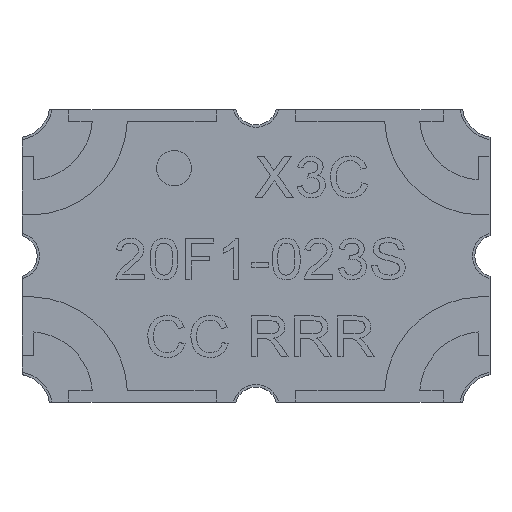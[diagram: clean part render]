
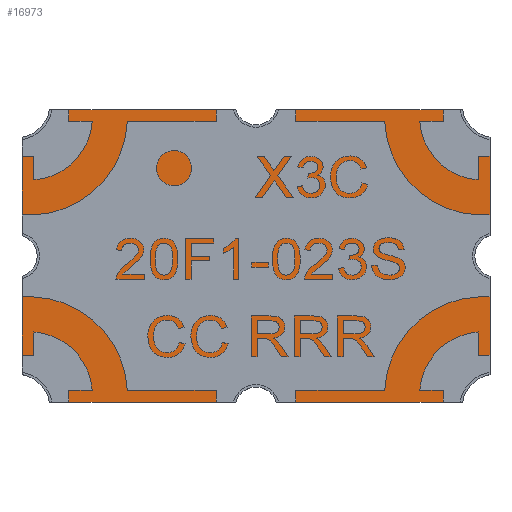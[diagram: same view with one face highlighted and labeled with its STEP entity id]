
A CAD part, top view. The second image highlights one B-rep face of the part: STEP entity #16973.
In plain terms, the highlighted planar face has unit normal (0, 0, 1).
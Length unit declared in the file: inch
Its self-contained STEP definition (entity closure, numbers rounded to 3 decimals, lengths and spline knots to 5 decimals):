
#79 = CARTESIAN_POINT ( 'NONE',  ( -0.10252, -0.065, 0.028 ) ) ;
#154 = ORIENTED_EDGE ( 'NONE', *, *, #17189, .T. ) ;
#423 = VECTOR ( 'NONE', #4245, 39.37008 ) ;
#450 = LINE ( 'NONE', #3261, #3374 ) ;
#529 = EDGE_CURVE ( 'NONE', #16130, #9731, #7967, .T. ) ;
#634 = ORIENTED_EDGE ( 'NONE', *, *, #12748, .T. ) ;
#881 = EDGE_CURVE ( 'NONE', #14079, #5071, #7370, .T. ) ;
#1242 = CARTESIAN_POINT ( 'NONE',  ( 0.1, 0., 0.028 ) ) ;
#1293 = DIRECTION ( 'NONE',  ( 1., 0., 0. ) ) ;
#1418 = AXIS2_PLACEMENT_3D ( 'NONE', #2588, #15606, #7796 ) ;
#1444 = CARTESIAN_POINT ( 'NONE',  ( -0.10252, 0., 0.028 ) ) ;
#1601 = DIRECTION ( 'NONE',  ( 1., 0., 0. ) ) ;
#1671 = LINE ( 'NONE', #9692, #10142 ) ;
#1775 = CARTESIAN_POINT ( 'NONE',  ( 0.08722, 0.0625, 0.028 ) ) ;
#1817 = ORIENTED_EDGE ( 'NONE', *, *, #3127, .T. ) ;
#2509 = ORIENTED_EDGE ( 'NONE', *, *, #16651, .T. ) ;
#2588 = CARTESIAN_POINT ( 'NONE',  ( 0.10252, -0.065, 0.028 ) ) ;
#2670 = CARTESIAN_POINT ( 'NONE',  ( 0.1, 0., 0.028 ) ) ;
#2910 = CIRCLE ( 'NONE', #4912, 0.0155 ) ;
#3043 = EDGE_LOOP ( 'NONE', ( #18593, #8145, #7898, #154, #17513, #6336, #15176, #19930, #13169, #1817, #16005, #13565, #18921, #634, #12687, #2509, #9133 ) ) ;
#3076 = VERTEX_POINT ( 'NONE', #1775 ) ;
#3127 = EDGE_CURVE ( 'NONE', #5071, #3076, #2910, .T. ) ;
#3261 = CARTESIAN_POINT ( 'NONE',  ( 0., 0.0625, 0.028 ) ) ;
#3280 = CARTESIAN_POINT ( 'NONE',  ( -0.1, -0.04971, 0.028 ) ) ;
#3374 = VECTOR ( 'NONE', #11597, 39.37008 ) ;
#3491 = CARTESIAN_POINT ( 'NONE',  ( -0.00968, -0.0625, 0.028 ) ) ;
#3512 = VECTOR ( 'NONE', #5287, 39.37008 ) ;
#3863 = AXIS2_PLACEMENT_3D ( 'NONE', #11018, #15911, #6543 ) ;
#4171 = EDGE_CURVE ( 'NONE', #5568, #10586, #11032, .T. ) ;
#4245 = DIRECTION ( 'NONE',  ( 0., -1., 0. ) ) ;
#4301 = CIRCLE ( 'NONE', #13274, 0.01 ) ;
#4472 = VERTEX_POINT ( 'NONE', #15396 ) ;
#4912 = AXIS2_PLACEMENT_3D ( 'NONE', #19912, #10313, #5215 ) ;
#4978 = EDGE_CURVE ( 'NONE', #19796, #13427, #19047, .T. ) ;
#5012 = DIRECTION ( 'NONE',  ( 0., -1., 0. ) ) ;
#5071 = VERTEX_POINT ( 'NONE', #6278 ) ;
#5215 = DIRECTION ( 'NONE',  ( 1., 0., 0. ) ) ;
#5248 = VERTEX_POINT ( 'NONE', #10110 ) ;
#5251 = VECTOR ( 'NONE', #18625, 39.37008 ) ;
#5287 = DIRECTION ( 'NONE',  ( -1., 0., 0. ) ) ;
#5568 = VERTEX_POINT ( 'NONE', #9364 ) ;
#6068 = LINE ( 'NONE', #7530, #17684 ) ;
#6260 = VERTEX_POINT ( 'NONE', #15007 ) ;
#6278 = CARTESIAN_POINT ( 'NONE',  ( 0.1, 0.04971, 0.028 ) ) ;
#6321 = FACE_OUTER_BOUND ( 'NONE', #3043, .T. ) ;
#6336 = ORIENTED_EDGE ( 'NONE', *, *, #20045, .T. ) ;
#6403 = VECTOR ( 'NONE', #1601, 39.37008 ) ;
#6543 = DIRECTION ( 'NONE',  ( 1., 0., 0. ) ) ;
#7370 = LINE ( 'NONE', #2670, #5251 ) ;
#7530 = CARTESIAN_POINT ( 'NONE',  ( 0., -0.0625, 0.028 ) ) ;
#7681 = PLANE ( 'NONE',  #18607 ) ;
#7796 = DIRECTION ( 'NONE',  ( 1., 0., 0. ) ) ;
#7803 = DIRECTION ( 'NONE',  ( 1., 0., 0. ) ) ;
#7898 = ORIENTED_EDGE ( 'NONE', *, *, #17554, .T. ) ;
#7967 = CIRCLE ( 'NONE', #18635, 0.0155 ) ;
#8145 = ORIENTED_EDGE ( 'NONE', *, *, #529, .T. ) ;
#8289 = CARTESIAN_POINT ( 'NONE',  ( 0.1, -0.00968, 0.028 ) ) ;
#8510 = LINE ( 'NONE', #11542, #3512 ) ;
#8599 = CIRCLE ( 'NONE', #20265, 0.01 ) ;
#8610 = LINE ( 'NONE', #20086, #423 ) ;
#9133 = ORIENTED_EDGE ( 'NONE', *, *, #17550, .T. ) ;
#9183 = EDGE_CURVE ( 'NONE', #6260, #16130, #1671, .T. ) ;
#9364 = CARTESIAN_POINT ( 'NONE',  ( 0.1, -0.04971, 0.028 ) ) ;
#9526 = CARTESIAN_POINT ( 'NONE',  ( 0., -0.0625, 0.028 ) ) ;
#9623 = LINE ( 'NONE', #9526, #6403 ) ;
#9639 = EDGE_CURVE ( 'NONE', #3076, #19796, #8510, .T. ) ;
#9646 = VERTEX_POINT ( 'NONE', #19262 ) ;
#9692 = CARTESIAN_POINT ( 'NONE',  ( -0.1, 0., 0.028 ) ) ;
#9731 = VERTEX_POINT ( 'NONE', #15696 ) ;
#10054 = AXIS2_PLACEMENT_3D ( 'NONE', #11703, #18067, #16079 ) ;
#10110 = CARTESIAN_POINT ( 'NONE',  ( 0.08722, -0.0625, 0.028 ) ) ;
#10142 = VECTOR ( 'NONE', #5012, 39.37008 ) ;
#10313 = DIRECTION ( 'NONE',  ( 0., 0., -1. ) ) ;
#10586 = VERTEX_POINT ( 'NONE', #8289 ) ;
#11018 = CARTESIAN_POINT ( 'NONE',  ( -0.10252, 0.065, 0.028 ) ) ;
#11032 = LINE ( 'NONE', #1242, #14670 ) ;
#11106 = CARTESIAN_POINT ( 'NONE',  ( 0., 0., 0.028 ) ) ;
#11234 = CARTESIAN_POINT ( 'NONE',  ( -0.10252, 0., 0.028 ) ) ;
#11542 = CARTESIAN_POINT ( 'NONE',  ( 0., 0.0625, 0.028 ) ) ;
#11597 = DIRECTION ( 'NONE',  ( -1., 0., 0. ) ) ;
#11703 = CARTESIAN_POINT ( 'NONE',  ( 0., 0.065, 0.028 ) ) ;
#12303 = CARTESIAN_POINT ( 'NONE',  ( 0.10252, 0., 0.028 ) ) ;
#12336 = CARTESIAN_POINT ( 'NONE',  ( 0., -0.065, 0.028 ) ) ;
#12687 = ORIENTED_EDGE ( 'NONE', *, *, #20297, .T. ) ;
#12748 = EDGE_CURVE ( 'NONE', #4472, #15462, #16163, .T. ) ;
#12776 = CIRCLE ( 'NONE', #18786, 0.01 ) ;
#12794 = DIRECTION ( 'NONE',  ( 1., 0., 0. ) ) ;
#13169 = ORIENTED_EDGE ( 'NONE', *, *, #881, .T. ) ;
#13274 = AXIS2_PLACEMENT_3D ( 'NONE', #1444, #14060, #7803 ) ;
#13365 = CIRCLE ( 'NONE', #15029, 0.01 ) ;
#13427 = VERTEX_POINT ( 'NONE', #19569 ) ;
#13565 = ORIENTED_EDGE ( 'NONE', *, *, #4978, .T. ) ;
#14035 = DIRECTION ( 'NONE',  ( 0., 0., 1. ) ) ;
#14060 = DIRECTION ( 'NONE',  ( 0., 0., -1. ) ) ;
#14079 = VERTEX_POINT ( 'NONE', #17012 ) ;
#14385 = CIRCLE ( 'NONE', #1418, 0.0155 ) ;
#14670 = VECTOR ( 'NONE', #18861, 39.37008 ) ;
#15007 = CARTESIAN_POINT ( 'NONE',  ( -0.1, -0.00968, 0.028 ) ) ;
#15029 = AXIS2_PLACEMENT_3D ( 'NONE', #11234, #17110, #18782 ) ;
#15125 = DIRECTION ( 'NONE',  ( 0., 0., -1. ) ) ;
#15176 = ORIENTED_EDGE ( 'NONE', *, *, #4171, .T. ) ;
#15396 = CARTESIAN_POINT ( 'NONE',  ( -0.08722, 0.0625, 0.028 ) ) ;
#15462 = VERTEX_POINT ( 'NONE', #16032 ) ;
#15569 = DIRECTION ( 'NONE',  ( 0., 0., -1. ) ) ;
#15606 = DIRECTION ( 'NONE',  ( 0., 0., -1. ) ) ;
#15696 = CARTESIAN_POINT ( 'NONE',  ( -0.08722, -0.0625, 0.028 ) ) ;
#15911 = DIRECTION ( 'NONE',  ( 0., 0., -1. ) ) ;
#16005 = ORIENTED_EDGE ( 'NONE', *, *, #9639, .T. ) ;
#16032 = CARTESIAN_POINT ( 'NONE',  ( -0.1, 0.04971, 0.028 ) ) ;
#16079 = DIRECTION ( 'NONE',  ( 1., 0., 0. ) ) ;
#16130 = VERTEX_POINT ( 'NONE', #3280 ) ;
#16139 = VERTEX_POINT ( 'NONE', #19435 ) ;
#16163 = CIRCLE ( 'NONE', #3863, 0.0155 ) ;
#16243 = VERTEX_POINT ( 'NONE', #3491 ) ;
#16450 = CARTESIAN_POINT ( 'NONE',  ( 0.00968, 0.0625, 0.028 ) ) ;
#16651 = EDGE_CURVE ( 'NONE', #16139, #9646, #4301, .T. ) ;
#16896 = DIRECTION ( 'NONE',  ( 1., 0., 0. ) ) ;
#16973 = ADVANCED_FACE ( 'NONE', ( #6321 ), #7681, .T. ) ;
#17012 = CARTESIAN_POINT ( 'NONE',  ( 0.1, 0.00968, 0.028 ) ) ;
#17110 = DIRECTION ( 'NONE',  ( 0., 0., -1. ) ) ;
#17189 = EDGE_CURVE ( 'NONE', #16243, #19579, #8599, .T. ) ;
#17296 = EDGE_CURVE ( 'NONE', #13427, #4472, #450, .T. ) ;
#17464 = DIRECTION ( 'NONE',  ( 1., 0., 0. ) ) ;
#17513 = ORIENTED_EDGE ( 'NONE', *, *, #19400, .T. ) ;
#17550 = EDGE_CURVE ( 'NONE', #9646, #6260, #13365, .T. ) ;
#17554 = EDGE_CURVE ( 'NONE', #9731, #16243, #6068, .T. ) ;
#17684 = VECTOR ( 'NONE', #12794, 39.37008 ) ;
#18067 = DIRECTION ( 'NONE',  ( 0., 0., -1. ) ) ;
#18593 = ORIENTED_EDGE ( 'NONE', *, *, #9183, .T. ) ;
#18607 = AXIS2_PLACEMENT_3D ( 'NONE', #11106, #14035, #17464 ) ;
#18625 = DIRECTION ( 'NONE',  ( 0., 1., 0. ) ) ;
#18635 = AXIS2_PLACEMENT_3D ( 'NONE', #79, #19459, #19153 ) ;
#18782 = DIRECTION ( 'NONE',  ( 1., 0., 0. ) ) ;
#18786 = AXIS2_PLACEMENT_3D ( 'NONE', #12303, #15125, #16896 ) ;
#18861 = DIRECTION ( 'NONE',  ( 0., 1., 0. ) ) ;
#18921 = ORIENTED_EDGE ( 'NONE', *, *, #17296, .T. ) ;
#19047 = CIRCLE ( 'NONE', #10054, 0.01 ) ;
#19153 = DIRECTION ( 'NONE',  ( 1., 0., 0. ) ) ;
#19262 = CARTESIAN_POINT ( 'NONE',  ( -0.09252, 0., 0.028 ) ) ;
#19400 = EDGE_CURVE ( 'NONE', #19579, #5248, #9623, .T. ) ;
#19409 = CARTESIAN_POINT ( 'NONE',  ( 0.00968, -0.0625, 0.028 ) ) ;
#19435 = CARTESIAN_POINT ( 'NONE',  ( -0.1, 0.00968, 0.028 ) ) ;
#19459 = DIRECTION ( 'NONE',  ( 0., 0., -1. ) ) ;
#19569 = CARTESIAN_POINT ( 'NONE',  ( -0.00968, 0.0625, 0.028 ) ) ;
#19579 = VERTEX_POINT ( 'NONE', #19409 ) ;
#19796 = VERTEX_POINT ( 'NONE', #16450 ) ;
#19912 = CARTESIAN_POINT ( 'NONE',  ( 0.10252, 0.065, 0.028 ) ) ;
#19930 = ORIENTED_EDGE ( 'NONE', *, *, #20599, .T. ) ;
#20045 = EDGE_CURVE ( 'NONE', #5248, #5568, #14385, .T. ) ;
#20086 = CARTESIAN_POINT ( 'NONE',  ( -0.1, 0., 0.028 ) ) ;
#20265 = AXIS2_PLACEMENT_3D ( 'NONE', #12336, #15569, #1293 ) ;
#20297 = EDGE_CURVE ( 'NONE', #15462, #16139, #8610, .T. ) ;
#20599 = EDGE_CURVE ( 'NONE', #10586, #14079, #12776, .T. ) ;
